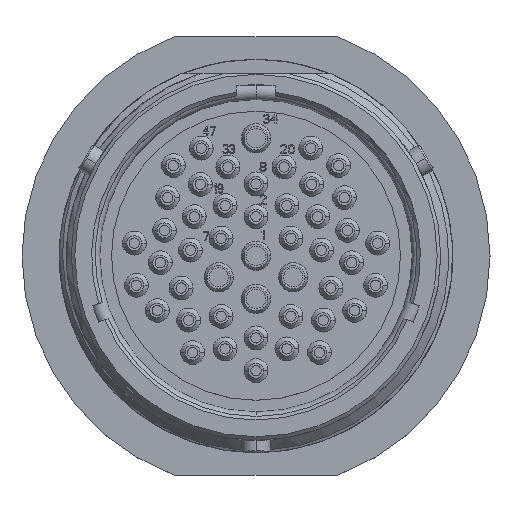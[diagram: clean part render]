
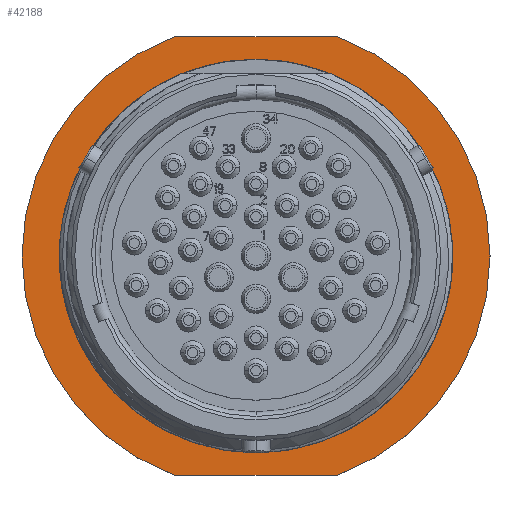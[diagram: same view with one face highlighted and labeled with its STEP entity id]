
A CAD part, top view. The second image highlights one B-rep face of the part: STEP entity #42188.
In plain terms, the highlighted planar face has unit normal (0, 0, 1).
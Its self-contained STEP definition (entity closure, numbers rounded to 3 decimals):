
#6822=CARTESIAN_POINT('',(0.,0.,-26.162));
#6823=DIRECTION('',(0.,0.,-1.));
#6824=DIRECTION('',(0.,1.,0.));
#6825=AXIS2_PLACEMENT_3D('',#6822,#6823,#6824);
#11230=CARTESIAN_POINT('',(0.,0.,-26.162));
#11231=DIRECTION('',(0.,0.,1.));
#11232=DIRECTION('',(0.,1.,0.));
#11233=AXIS2_PLACEMENT_3D('',#11230,#11231,#11232);
#11534=DIRECTION('',(-1.,0.,0.));
#11535=VECTOR('',#11534,17.678);
#11536=CARTESIAN_POINT('',(8.839,-23.813,-26.162));
#11537=LINE('',#11536,#11535);
#11538=CARTESIAN_POINT('',(0.,0.,-26.162));
#11539=DIRECTION('',(0.,0.,1.));
#11540=DIRECTION('',(-0.348,0.938,0.));
#11541=AXIS2_PLACEMENT_3D('',#11538,#11539,#11540);
#11543=DIRECTION('',(1.,0.,0.));
#11544=VECTOR('',#11543,17.678);
#11545=CARTESIAN_POINT('',(-8.839,23.813,-26.162));
#11546=LINE('',#11545,#11544);
#11547=CARTESIAN_POINT('',(0.,0.,-26.162));
#11548=DIRECTION('',(0.,0.,-1.));
#11549=DIRECTION('',(0.348,0.938,0.));
#11550=AXIS2_PLACEMENT_3D('',#11547,#11548,#11549);
#23470=CARTESIAN_POINT('',(-8.839,-23.813,-26.162));
#23471=VERTEX_POINT('',#23470);
#23472=CARTESIAN_POINT('',(-8.839,23.813,-26.162));
#23473=VERTEX_POINT('',#23472);
#23474=CARTESIAN_POINT('',(8.839,-23.813,-26.162));
#23475=VERTEX_POINT('',#23474);
#23476=CARTESIAN_POINT('',(8.839,23.813,-26.162));
#23477=VERTEX_POINT('',#23476);
#23670=CARTESIAN_POINT('',(0.,21.357,-26.162));
#23671=CARTESIAN_POINT('',(0.,-21.357,-26.162));
#23672=VERTEX_POINT('',#23670);
#23673=VERTEX_POINT('',#23671);
#42169=CARTESIAN_POINT('',(0.,0.,-26.162));
#42170=DIRECTION('',(0.,0.,1.));
#42171=DIRECTION('',(0.,1.,0.));
#42172=AXIS2_PLACEMENT_3D('',#42169,#42170,#42171);
#42173=PLANE('',#42172);
#42175=ORIENTED_EDGE('',*,*,#42174,.T.);
#42177=ORIENTED_EDGE('',*,*,#42176,.F.);
#42179=ORIENTED_EDGE('',*,*,#42178,.T.);
#42181=ORIENTED_EDGE('',*,*,#42180,.T.);
#42182=EDGE_LOOP('',(#42175,#42177,#42179,#42181));
#42183=FACE_OUTER_BOUND('',#42182,.F.);
#42184=ORIENTED_EDGE('',*,*,#29090,.F.);
#42185=ORIENTED_EDGE('',*,*,#41907,.T.);
#42186=EDGE_LOOP('',(#42184,#42185));
#42187=FACE_BOUND('',#42186,.F.);
#6826=CIRCLE('',#6825,21.357);
#11234=CIRCLE('',#11233,21.357);
#11542=CIRCLE('',#11541,25.4);
#11551=CIRCLE('',#11550,25.4);
#29090=EDGE_CURVE('',#23672,#23673,#6826,.T.);
#41907=EDGE_CURVE('',#23672,#23673,#11234,.T.);
#42174=EDGE_CURVE('',#23475,#23471,#11537,.T.);
#42176=EDGE_CURVE('',#23473,#23471,#11542,.T.);
#42178=EDGE_CURVE('',#23473,#23477,#11546,.T.);
#42180=EDGE_CURVE('',#23477,#23475,#11551,.T.);
#42188=ADVANCED_FACE('',(#42183,#42187),#42173,.T.);
